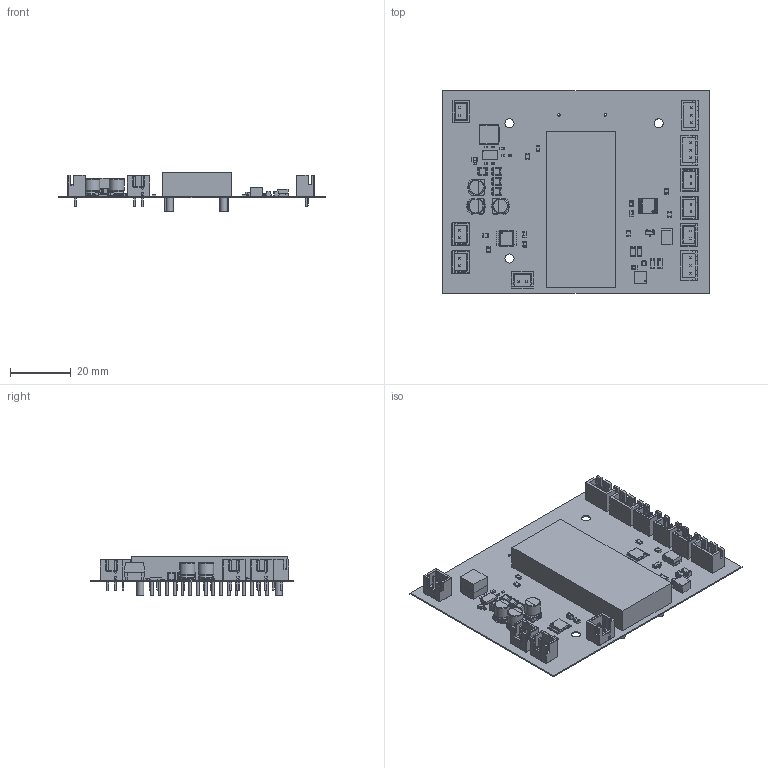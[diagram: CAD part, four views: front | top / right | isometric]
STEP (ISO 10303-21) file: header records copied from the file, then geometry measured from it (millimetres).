
FILE_DESCRIPTION(('Open CASCADE Model'),'2;1');
FILE_NAME('Open CASCADE Shape Model','2025-01-26T14:24:58',('Author'),( 'Open CASCADE'),'Open CASCADE STEP processor 7.5','Open CASCADE 7.5' ,'Unknown');
FILE_SCHEMA(('AUTOMOTIVE_DESIGN { 1 0 10303 214 1 1 1 1 }'));
Length unit declared in the file: millimetre
Products named in the file (174): PCB; Board; Open CASCADE STEP translator 7.5 5.1.1; R10; 8042401984; solidBody; Terminal; solidTop; R8; 8042409344; L1; 8042406224; Chamfer; FilletPin1; FilletPin2; C18; 8042398864; C17; 8042408464; Fillet1; Fillet2; body2; C16; C15; C14; 8042400624; C13; 8042401664; C12; C11; 8042407264; C7; 8042398224; C5; 8042405024; BOOST1; 8042400224; R3; 8042400464; C8 ...
Assembly tree (221 placements, depth 5):
  PCB
    Board
      Open CASCADE STEP translator 7.5 5.1.1
    R10
      8042401984
        solidBody
        Terminal
        solidTop
    R8
      8042409344
    L1
      8042406224
        Chamfer
        FilletPin1
        FilletPin2
    C18
      8042398864
    C17
      8042408464
        Fillet1
        Fillet2
        body2
    C16
      8042408464
        Fillet1
        Fillet2
        body2
    C15
      8042408464
        Fillet1
        Fillet2
        body2
    C14
      8042400624
    C13
      8042401664
    C12
      8042398864
    C11
      8042407264
    C7
      8042398224
    C5
      8042405024
    BOOST1
      8042400224
    R3
      8042400464
        solidBody
        Terminal
        solidTop
    C8
      8042400624
    R9
      8042399504
        solidBody
        Terminal
        solidTop
    C9
      8042404544
Bounding box: 88.14 x 66.93 x 13.1 mm (x, y, z)
Volume: 20090.1 mm3; surface area: 41834.5 mm2
Topology: 1272 solids, 1290 shells, 7364 faces, 13212 edges, 8272 vertices
Faces by surface type: plane 4669, cylinder 2165, sphere 306, torus 113, bspline 93, cone 18
Full cylindrical faces by diameter (mm): 0.163 x1, 0.55 x2, 0.8 x2, 0.9 x9, 0.91 x896, 1 x14, 1.11 x28, 2.34 x128, 3 x3, 4.95 x3, 5 x3
Entity records: 82760 total; most frequent: CARTESIAN_POINT 13918, DIRECTION 12912, ORIENTED_EDGE 12214, EDGE_CURVE 6134, LINE 4624, VECTOR 4624, AXIS2_PLACEMENT_3D 4144, VERTEX_POINT 3922
